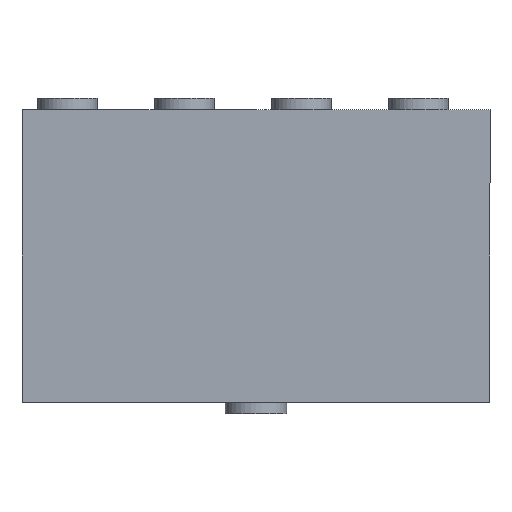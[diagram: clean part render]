
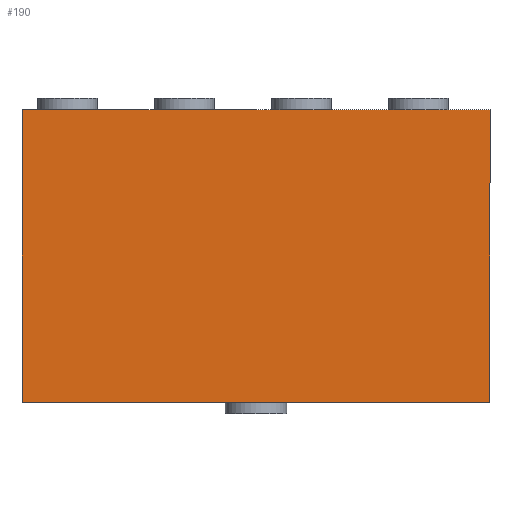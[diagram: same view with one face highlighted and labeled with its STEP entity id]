
A CAD part, front view. The second image highlights one B-rep face of the part: STEP entity #190.
In plain terms, the highlighted planar face has unit normal (0, -1, 0).
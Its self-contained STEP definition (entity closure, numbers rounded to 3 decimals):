
#38 = AXIS2_PLACEMENT_3D ( 'NONE', #81, #253, #359 ) ;
#40 = CARTESIAN_POINT ( 'NONE',  ( 210.638, 0., -111.968 ) ) ;
#58 = VECTOR ( 'NONE', #498, 1000. ) ;
#59 = CARTESIAN_POINT ( 'NONE',  ( 210.638, 0., -111.968 ) ) ;
#81 = CARTESIAN_POINT ( 'NONE',  ( 0., 0., 0. ) ) ;
#103 = CARTESIAN_POINT ( 'NONE',  ( -189.362, 0., 138.032 ) ) ;
#119 = LINE ( 'NONE', #59, #184 ) ;
#147 = DIRECTION ( 'NONE',  ( 0., 0., -1. ) ) ;
#156 = EDGE_CURVE ( 'NONE', #399, #596, #551, .T. ) ;
#166 = ORIENTED_EDGE ( 'NONE', *, *, #556, .F. ) ;
#174 = CARTESIAN_POINT ( 'NONE',  ( -189.362, 0., -111.968 ) ) ;
#184 = VECTOR ( 'NONE', #147, 1000. ) ;
#190 = ADVANCED_FACE ( 'NONE', ( #589 ), #445, .F. ) ;
#208 = VERTEX_POINT ( 'NONE', #552 ) ;
#221 = VERTEX_POINT ( 'NONE', #40 ) ;
#253 = DIRECTION ( 'NONE',  ( 0., 1., 0. ) ) ;
#263 = ORIENTED_EDGE ( 'NONE', *, *, #156, .F. ) ;
#283 = EDGE_CURVE ( 'NONE', #221, #399, #397, .T. ) ;
#305 = DIRECTION ( 'NONE',  ( -1., 0., 0. ) ) ;
#320 = CARTESIAN_POINT ( 'NONE',  ( -189.362, 0., -111.968 ) ) ;
#359 = DIRECTION ( 'NONE',  ( 0., 0., 1. ) ) ;
#386 = VECTOR ( 'NONE', #564, 1000. ) ;
#397 = LINE ( 'NONE', #174, #460 ) ;
#399 = VERTEX_POINT ( 'NONE', #320 ) ;
#425 = ORIENTED_EDGE ( 'NONE', *, *, #452, .F. ) ;
#427 = EDGE_LOOP ( 'NONE', ( #263, #487, #425, #166 ) ) ;
#444 = LINE ( 'NONE', #103, #386 ) ;
#445 = PLANE ( 'NONE',  #38 ) ;
#452 = EDGE_CURVE ( 'NONE', #208, #221, #119, .T. ) ;
#460 = VECTOR ( 'NONE', #305, 1000. ) ;
#484 = CARTESIAN_POINT ( 'NONE',  ( -189.362, 0., 138.032 ) ) ;
#487 = ORIENTED_EDGE ( 'NONE', *, *, #283, .F. ) ;
#498 = DIRECTION ( 'NONE',  ( 0., 0., 1. ) ) ;
#551 = LINE ( 'NONE', #587, #58 ) ;
#552 = CARTESIAN_POINT ( 'NONE',  ( 210.638, 0., 138.032 ) ) ;
#556 = EDGE_CURVE ( 'NONE', #596, #208, #444, .T. ) ;
#564 = DIRECTION ( 'NONE',  ( 1., 0., 0. ) ) ;
#587 = CARTESIAN_POINT ( 'NONE',  ( -189.362, 0., -111.968 ) ) ;
#589 = FACE_OUTER_BOUND ( 'NONE', #427, .T. ) ;
#596 = VERTEX_POINT ( 'NONE', #484 ) ;
